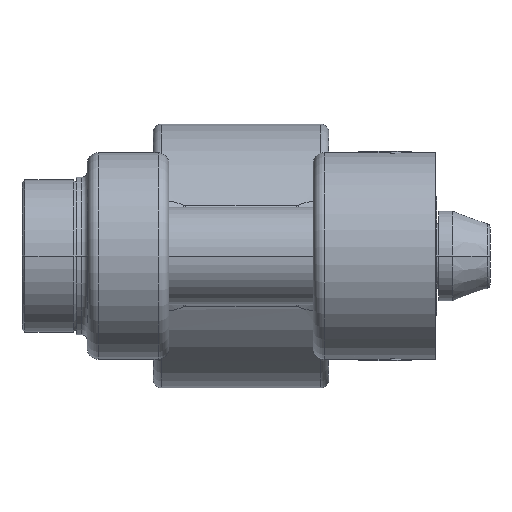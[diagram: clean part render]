
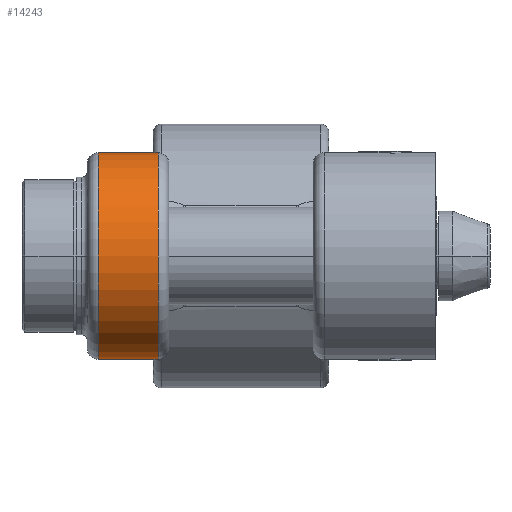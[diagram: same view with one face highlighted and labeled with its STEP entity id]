
A CAD part, front view. The second image highlights one B-rep face of the part: STEP entity #14243.
In plain terms, the highlighted cylindrical face has radius 38 mm (diameter 76 mm), a partial arc.
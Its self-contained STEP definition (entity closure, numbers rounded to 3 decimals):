
#3324=CARTESIAN_POINT('',(-52.5,0.,0.));
#3325=DIRECTION('',(1.,0.,0.));
#3326=DIRECTION('',(0.,0.824,0.566));
#3327=AXIS2_PLACEMENT_3D('',#3324,#3325,#3326);
#3344=DIRECTION('',(-1.,0.,0.));
#3345=VECTOR('',#3344,22.);
#3346=CARTESIAN_POINT('',(-30.5,31.326,-21.509));
#3347=LINE('61646',#3346,#3345);
#3348=DIRECTION('',(-1.,0.,0.));
#3349=VECTOR('',#3348,22.);
#3350=CARTESIAN_POINT('',(-30.5,31.326,21.509));
#3351=LINE('60596',#3350,#3349);
#3362=CARTESIAN_POINT('',(-30.5,0.,0.));
#3363=DIRECTION('',(-1.,0.,0.));
#3364=DIRECTION('',(0.,0.824,-0.566));
#3365=AXIS2_PLACEMENT_3D('',#3362,#3363,#3364);
#8641=CARTESIAN_POINT('',(-52.5,31.326,21.509));
#8643=VERTEX_POINT('',#8641);
#8665=CARTESIAN_POINT('',(-30.5,31.326,21.509));
#8667=VERTEX_POINT('',#8665);
#8751=CARTESIAN_POINT('',(-52.5,31.326,-21.509));
#8753=VERTEX_POINT('',#8751);
#8775=CARTESIAN_POINT('',(-30.5,31.326,-21.509));
#8777=VERTEX_POINT('',#8775);
#14230=CARTESIAN_POINT('',(83.675,0.,0.));
#14231=DIRECTION('',(-1.,0.,0.));
#14232=DIRECTION('',(0.,1.,0.));
#14233=AXIS2_PLACEMENT_3D('',#14230,#14231,#14232);
#14234=CYLINDRICAL_SURFACE('39308',#14233,38.);
#14236=ORIENTED_EDGE('61885',*,*,#14235,.F.);
#14238=ORIENTED_EDGE('61646',*,*,#14237,.T.);
#14239=ORIENTED_EDGE('61878',*,*,#14221,.F.);
#14240=ORIENTED_EDGE('60596',*,*,#11184,.F.);
#14241=EDGE_LOOP('39308',(#14236,#14238,#14239,#14240));
#14242=FACE_OUTER_BOUND('39308',#14241,.F.);
#3328=CIRCLE('61878',#3327,38.);
#3366=CIRCLE('61885',#3365,38.);
#11184=EDGE_CURVE('60596',#8667,#8643,#3351,.T.);
#14221=EDGE_CURVE('61878',#8643,#8753,#3328,.T.);
#14235=EDGE_CURVE('61885',#8777,#8667,#3366,.T.);
#14237=EDGE_CURVE('61646',#8777,#8753,#3347,.T.);
#14243=ADVANCED_FACE('39308',(#14242),#14234,.T.);
